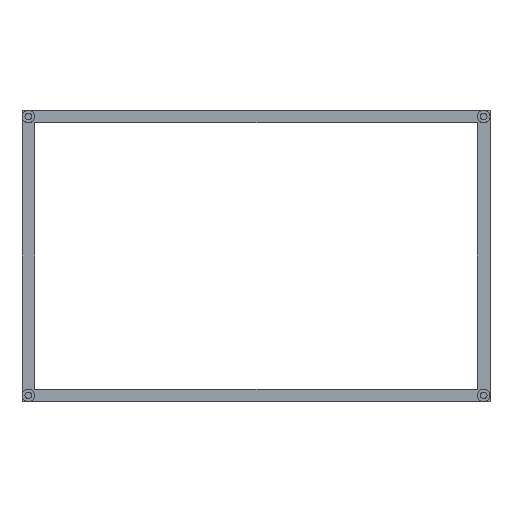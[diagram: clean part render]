
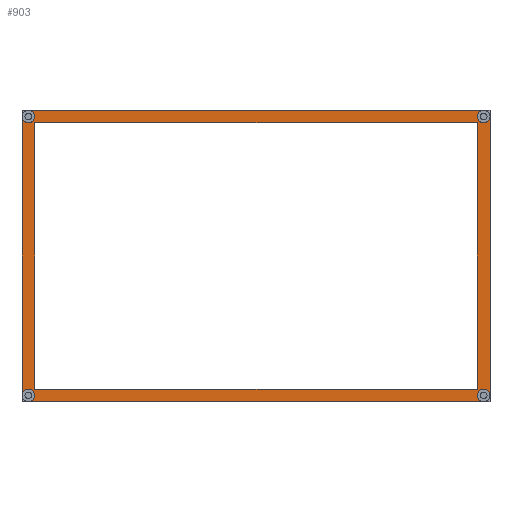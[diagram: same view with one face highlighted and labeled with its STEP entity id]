
A CAD part, top view. The second image highlights one B-rep face of the part: STEP entity #903.
In plain terms, the highlighted planar face has unit normal (0, 0, 1).
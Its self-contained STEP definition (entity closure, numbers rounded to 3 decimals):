
#1 = ORIENTED_EDGE ( 'NONE', *, *, #346, .F. ) ;
#3 = CARTESIAN_POINT ( 'NONE',  ( 2., 0., 0. ) ) ;
#24 = AXIS2_PLACEMENT_3D ( 'NONE', #504, #523, #586 ) ;
#28 = EDGE_CURVE ( 'NONE', #171, #694, #139, .T. ) ;
#29 = CARTESIAN_POINT ( 'NONE',  ( 144.5, 88.5, 0. ) ) ;
#34 = LINE ( 'NONE', #450, #486 ) ;
#35 = CARTESIAN_POINT ( 'NONE',  ( 4., 2., 0. ) ) ;
#39 = CARTESIAN_POINT ( 'NONE',  ( 4., 88.5, 0. ) ) ;
#43 = CARTESIAN_POINT ( 'NONE',  ( 148.5, 2., 0. ) ) ;
#52 = CIRCLE ( 'NONE', #560, 2. ) ;
#54 = CARTESIAN_POINT ( 'NONE',  ( 144.5, 2., 0. ) ) ;
#68 = VERTEX_POINT ( 'NONE', #54 ) ;
#72 = VERTEX_POINT ( 'NONE', #43 ) ;
#82 = ORIENTED_EDGE ( 'NONE', *, *, #668, .F. ) ;
#87 = CARTESIAN_POINT ( 'NONE',  ( 0., 0., 0. ) ) ;
#92 = DIRECTION ( 'NONE',  ( 0., 0., 1. ) ) ;
#101 = ORIENTED_EDGE ( 'NONE', *, *, #468, .F. ) ;
#106 = EDGE_LOOP ( 'NONE', ( #101, #962, #359, #747 ) ) ;
#109 = CARTESIAN_POINT ( 'NONE',  ( 146.5, 92.5, 0. ) ) ;
#118 = DIRECTION ( 'NONE',  ( 0., 1., 0. ) ) ;
#123 = VERTEX_POINT ( 'NONE', #228 ) ;
#127 = EDGE_CURVE ( 'NONE', #72, #628, #893, .T. ) ;
#131 = ORIENTED_EDGE ( 'NONE', *, *, #461, .F. ) ;
#139 = CIRCLE ( 'NONE', #894, 2. ) ;
#163 = CARTESIAN_POINT ( 'NONE',  ( 4., 4., 0. ) ) ;
#171 = VERTEX_POINT ( 'NONE', #1061 ) ;
#175 = DIRECTION ( 'NONE',  ( 1., 0., 0. ) ) ;
#181 = AXIS2_PLACEMENT_3D ( 'NONE', #443, #202, #522 ) ;
#182 = LINE ( 'NONE', #270, #436 ) ;
#188 = LINE ( 'NONE', #451, #715 ) ;
#190 = CARTESIAN_POINT ( 'NONE',  ( 144.5, 88.5, 0. ) ) ;
#202 = DIRECTION ( 'NONE',  ( 0., 0., 1. ) ) ;
#221 = DIRECTION ( 'NONE',  ( 1., 0., 0. ) ) ;
#228 = CARTESIAN_POINT ( 'NONE',  ( 146.5, 0., 0. ) ) ;
#232 = ORIENTED_EDGE ( 'NONE', *, *, #518, .F. ) ;
#233 = CIRCLE ( 'NONE', #181, 2. ) ;
#249 = CARTESIAN_POINT ( 'NONE',  ( 146.5, 2., 0. ) ) ;
#253 = PLANE ( 'NONE',  #24 ) ;
#256 = AXIS2_PLACEMENT_3D ( 'NONE', #858, #275, #525 ) ;
#270 = CARTESIAN_POINT ( 'NONE',  ( 0., 0., 0. ) ) ;
#272 = CARTESIAN_POINT ( 'NONE',  ( 148.5, 90.5, 0. ) ) ;
#275 = DIRECTION ( 'NONE',  ( 0., 0., 1. ) ) ;
#286 = CIRCLE ( 'NONE', #432, 2. ) ;
#292 = VECTOR ( 'NONE', #587, 1000. ) ;
#301 = CARTESIAN_POINT ( 'NONE',  ( 0., 2., 0. ) ) ;
#319 = ORIENTED_EDGE ( 'NONE', *, *, #561, .T. ) ;
#322 = VERTEX_POINT ( 'NONE', #919 ) ;
#332 = VERTEX_POINT ( 'NONE', #913 ) ;
#334 = FACE_BOUND ( 'NONE', #106, .T. ) ;
#346 = EDGE_CURVE ( 'NONE', #404, #322, #489, .T. ) ;
#359 = ORIENTED_EDGE ( 'NONE', *, *, #965, .F. ) ;
#361 = DIRECTION ( 'NONE',  ( -1., 0., 0. ) ) ;
#381 = LINE ( 'NONE', #29, #958 ) ;
#396 = EDGE_CURVE ( 'NONE', #412, #721, #182, .T. ) ;
#397 = ORIENTED_EDGE ( 'NONE', *, *, #127, .T. ) ;
#404 = VERTEX_POINT ( 'NONE', #109 ) ;
#409 = EDGE_CURVE ( 'NONE', #682, #537, #188, .T. ) ;
#412 = VERTEX_POINT ( 'NONE', #862 ) ;
#419 = VERTEX_POINT ( 'NONE', #35 ) ;
#432 = AXIS2_PLACEMENT_3D ( 'NONE', #981, #722, #819 ) ;
#436 = VECTOR ( 'NONE', #693, 1000. ) ;
#443 = CARTESIAN_POINT ( 'NONE',  ( 146.5, 2., 0. ) ) ;
#450 = CARTESIAN_POINT ( 'NONE',  ( 4., 88.5, 0. ) ) ;
#451 = CARTESIAN_POINT ( 'NONE',  ( 4., 88.5, 0. ) ) ;
#452 = ORIENTED_EDGE ( 'NONE', *, *, #1018, .T. ) ;
#461 = EDGE_CURVE ( 'NONE', #72, #68, #1015, .T. ) ;
#468 = EDGE_CURVE ( 'NONE', #537, #332, #764, .T. ) ;
#477 = DIRECTION ( 'NONE',  ( 0., 0., 1. ) ) ;
#486 = VECTOR ( 'NONE', #361, 1000. ) ;
#489 = CIRCLE ( 'NONE', #256, 2. ) ;
#499 = CARTESIAN_POINT ( 'NONE',  ( 4., 4., 0. ) ) ;
#504 = CARTESIAN_POINT ( 'NONE',  ( 0., 0., 0. ) ) ;
#518 = EDGE_CURVE ( 'NONE', #412, #171, #52, .T. ) ;
#522 = DIRECTION ( 'NONE',  ( 1., 0., 0. ) ) ;
#523 = DIRECTION ( 'NONE',  ( 0., 0., -1. ) ) ;
#525 = DIRECTION ( 'NONE',  ( -1., 0., 0. ) ) ;
#536 = AXIS2_PLACEMENT_3D ( 'NONE', #249, #581, #850 ) ;
#537 = VERTEX_POINT ( 'NONE', #163 ) ;
#540 = DIRECTION ( 'NONE',  ( -1., 0., 0. ) ) ;
#553 = CARTESIAN_POINT ( 'NONE',  ( 0., 92.5, 0. ) ) ;
#560 = AXIS2_PLACEMENT_3D ( 'NONE', #592, #92, #932 ) ;
#561 = EDGE_CURVE ( 'NONE', #896, #123, #669, .T. ) ;
#581 = DIRECTION ( 'NONE',  ( 0., 0., 1. ) ) ;
#586 = DIRECTION ( 'NONE',  ( -1., 0., 0. ) ) ;
#587 = DIRECTION ( 'NONE',  ( 1., 0., 0. ) ) ;
#592 = CARTESIAN_POINT ( 'NONE',  ( 2., 90.5, 0. ) ) ;
#600 = DIRECTION ( 'NONE',  ( 0., 0., 1. ) ) ;
#615 = DIRECTION ( 'NONE',  ( 0., 1., 0. ) ) ;
#620 = CARTESIAN_POINT ( 'NONE',  ( 2., 2., 0. ) ) ;
#628 = VERTEX_POINT ( 'NONE', #272 ) ;
#629 = DIRECTION ( 'NONE',  ( -1., 0., 0. ) ) ;
#638 = EDGE_CURVE ( 'NONE', #419, #721, #985, .T. ) ;
#664 = VERTEX_POINT ( 'NONE', #190 ) ;
#668 = EDGE_CURVE ( 'NONE', #68, #123, #233, .T. ) ;
#669 = LINE ( 'NONE', #87, #999 ) ;
#682 = VERTEX_POINT ( 'NONE', #39 ) ;
#685 = ORIENTED_EDGE ( 'NONE', *, *, #762, .F. ) ;
#693 = DIRECTION ( 'NONE',  ( 0., -1., 0. ) ) ;
#694 = VERTEX_POINT ( 'NONE', #777 ) ;
#711 = AXIS2_PLACEMENT_3D ( 'NONE', #970, #477, #815 ) ;
#715 = VECTOR ( 'NONE', #773, 1000. ) ;
#721 = VERTEX_POINT ( 'NONE', #301 ) ;
#722 = DIRECTION ( 'NONE',  ( 0., 0., 1. ) ) ;
#729 = VECTOR ( 'NONE', #540, 1000. ) ;
#730 = CARTESIAN_POINT ( 'NONE',  ( 2., 90.5, 0. ) ) ;
#747 = ORIENTED_EDGE ( 'NONE', *, *, #954, .F. ) ;
#755 = AXIS2_PLACEMENT_3D ( 'NONE', #620, #600, #629 ) ;
#762 = EDGE_CURVE ( 'NONE', #896, #419, #286, .T. ) ;
#764 = LINE ( 'NONE', #499, #292 ) ;
#773 = DIRECTION ( 'NONE',  ( 0., -1., 0. ) ) ;
#777 = CARTESIAN_POINT ( 'NONE',  ( 2., 92.5, 0. ) ) ;
#782 = EDGE_CURVE ( 'NONE', #322, #628, #1046, .T. ) ;
#815 = DIRECTION ( 'NONE',  ( -1., 0., 0. ) ) ;
#819 = DIRECTION ( 'NONE',  ( -1., 0., 0. ) ) ;
#824 = ORIENTED_EDGE ( 'NONE', *, *, #28, .F. ) ;
#846 = VECTOR ( 'NONE', #118, 1000. ) ;
#850 = DIRECTION ( 'NONE',  ( 1., 0., 0. ) ) ;
#858 = CARTESIAN_POINT ( 'NONE',  ( 146.5, 90.5, 0. ) ) ;
#862 = CARTESIAN_POINT ( 'NONE',  ( 0., 90.5, 0. ) ) ;
#866 = LINE ( 'NONE', #553, #729 ) ;
#881 = EDGE_LOOP ( 'NONE', ( #685, #319, #82, #131, #397, #1094, #1, #452, #824, #232, #994, #1057 ) ) ;
#893 = LINE ( 'NONE', #977, #846 ) ;
#894 = AXIS2_PLACEMENT_3D ( 'NONE', #730, #961, #221 ) ;
#896 = VERTEX_POINT ( 'NONE', #3 ) ;
#903 = ADVANCED_FACE ( 'NONE', ( #940, #334 ), #253, .F. ) ;
#913 = CARTESIAN_POINT ( 'NONE',  ( 144.5, 4., 0. ) ) ;
#919 = CARTESIAN_POINT ( 'NONE',  ( 144.5, 90.5, 0. ) ) ;
#932 = DIRECTION ( 'NONE',  ( 1., 0., 0. ) ) ;
#940 = FACE_OUTER_BOUND ( 'NONE', #881, .T. ) ;
#954 = EDGE_CURVE ( 'NONE', #332, #664, #381, .T. ) ;
#958 = VECTOR ( 'NONE', #615, 1000. ) ;
#961 = DIRECTION ( 'NONE',  ( 0., 0., 1. ) ) ;
#962 = ORIENTED_EDGE ( 'NONE', *, *, #409, .F. ) ;
#965 = EDGE_CURVE ( 'NONE', #664, #682, #34, .T. ) ;
#970 = CARTESIAN_POINT ( 'NONE',  ( 146.5, 90.5, 0. ) ) ;
#977 = CARTESIAN_POINT ( 'NONE',  ( 148.5, 0., 0. ) ) ;
#981 = CARTESIAN_POINT ( 'NONE',  ( 2., 2., 0. ) ) ;
#985 = CIRCLE ( 'NONE', #755, 2. ) ;
#994 = ORIENTED_EDGE ( 'NONE', *, *, #396, .T. ) ;
#999 = VECTOR ( 'NONE', #175, 1000. ) ;
#1015 = CIRCLE ( 'NONE', #536, 2. ) ;
#1018 = EDGE_CURVE ( 'NONE', #404, #694, #866, .T. ) ;
#1046 = CIRCLE ( 'NONE', #711, 2. ) ;
#1057 = ORIENTED_EDGE ( 'NONE', *, *, #638, .F. ) ;
#1061 = CARTESIAN_POINT ( 'NONE',  ( 4., 90.5, 0. ) ) ;
#1094 = ORIENTED_EDGE ( 'NONE', *, *, #782, .F. ) ;
